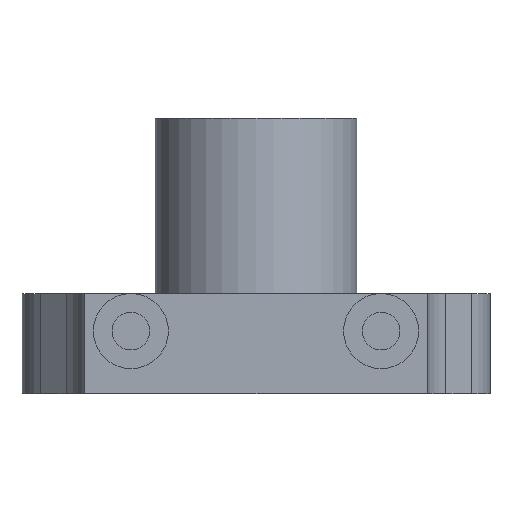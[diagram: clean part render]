
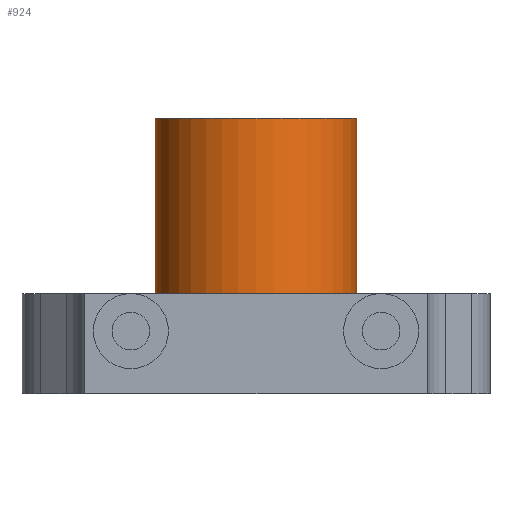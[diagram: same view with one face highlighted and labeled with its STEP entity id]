
A CAD part, left-side view. The second image highlights one B-rep face of the part: STEP entity #924.
In plain terms, the highlighted cylindrical face has radius 8.059 mm (diameter 16.118 mm), a full revolution.
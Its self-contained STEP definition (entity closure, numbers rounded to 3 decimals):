
#78=FACE_OUTER_BOUND('',#133,.T.);
#133=EDGE_LOOP('',(#770,#771,#772,#773));
#173=CIRCLE('',#986,8.059);
#194=CIRCLE('',#1023,8.059);
#281=LINE('',#1544,#377);
#377=VECTOR('',#1244,8.059);
#415=VERTEX_POINT('',#1383);
#476=VERTEX_POINT('',#1542);
#507=EDGE_CURVE('',#415,#415,#173,.T.);
#588=EDGE_CURVE('',#476,#476,#194,.T.);
#589=EDGE_CURVE('',#476,#415,#281,.T.);
#770=ORIENTED_EDGE('',*,*,#588,.F.);
#771=ORIENTED_EDGE('',*,*,#589,.T.);
#772=ORIENTED_EDGE('',*,*,#507,.F.);
#773=ORIENTED_EDGE('',*,*,#589,.F.);
#896=CYLINDRICAL_SURFACE('',#1022,8.059);
#924=ADVANCED_FACE('',(#78),#896,.T.);
#986=AXIS2_PLACEMENT_3D('',#1385,#1108,#1109);
#1022=AXIS2_PLACEMENT_3D('',#1541,#1240,#1241);
#1023=AXIS2_PLACEMENT_3D('',#1543,#1242,#1243);
#1108=DIRECTION('center_axis',(0.,0.,-1.));
#1109=DIRECTION('ref_axis',(1.,0.,0.));
#1240=DIRECTION('center_axis',(0.,0.,1.));
#1241=DIRECTION('ref_axis',(1.,0.,0.));
#1242=DIRECTION('center_axis',(0.,0.,1.));
#1243=DIRECTION('ref_axis',(1.,0.,0.));
#1244=DIRECTION('',(0.,0.,-1.));
#1383=CARTESIAN_POINT('',(-16.23,19.36,8.));
#1385=CARTESIAN_POINT('Origin',(-8.171,19.36,8.));
#1541=CARTESIAN_POINT('Origin',(-8.171,19.36,8.));
#1542=CARTESIAN_POINT('',(-16.23,19.36,22.));
#1543=CARTESIAN_POINT('Origin',(-8.171,19.36,22.));
#1544=CARTESIAN_POINT('',(-16.23,19.36,8.));
